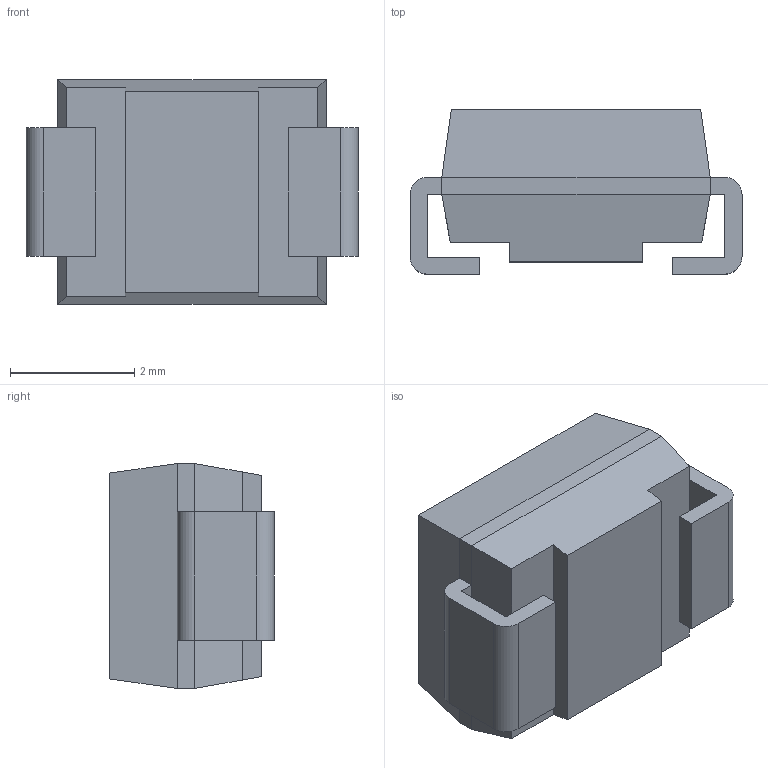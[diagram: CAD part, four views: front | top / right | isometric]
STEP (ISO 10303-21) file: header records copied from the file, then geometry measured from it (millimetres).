
FILE_DESCRIPTION (( 'STEP AP214' ), '1' );
FILE_NAME ('SM6T27A.STEP', '2023-06-15T04:47:09', ( '' ), ( '' ), 'SwSTEP 2.0', 'SolidWorks 2021', '' );
FILE_SCHEMA (( 'AUTOMOTIVE_DESIGN' ));
Length unit declared in the file: millimetre
Products named in the file (1): SM6T27A
Bounding box: 5.35 x 2.65 x 3.62 mm (x, y, z)
Volume: 36.5 mm3; surface area: 92.5 mm2
Topology: 4 solids, 4 shells, 57 faces, 136 edges, 88 vertices
Faces by surface type: plane 49, cylinder 8
Entity records: 1683 total; most frequent: CARTESIAN_POINT 282, ORIENTED_EDGE 272, DIRECTION 268, EDGE_CURVE 136, VECTOR 120, LINE 120, VERTEX_POINT 88, AXIS2_PLACEMENT_3D 74
